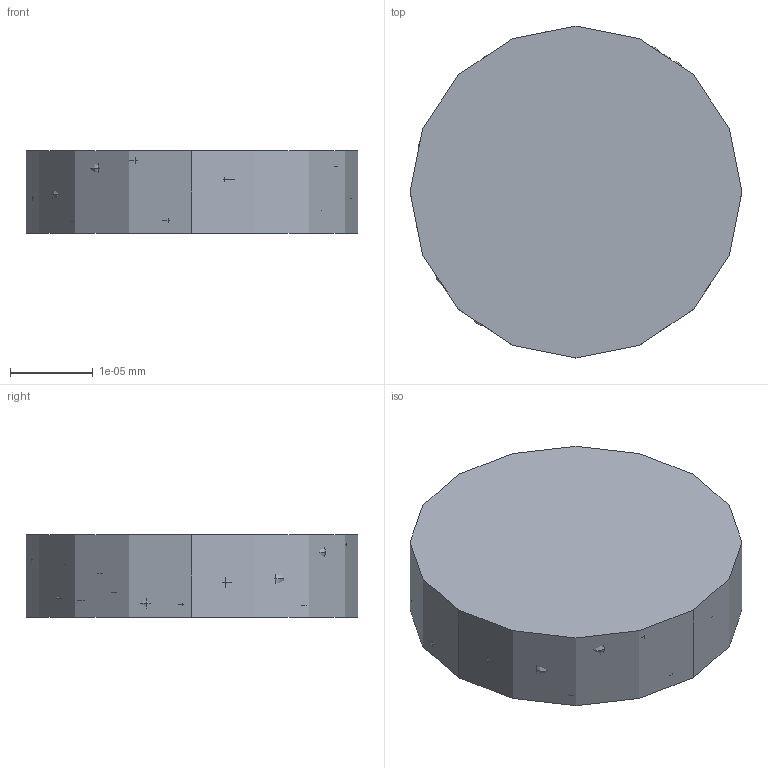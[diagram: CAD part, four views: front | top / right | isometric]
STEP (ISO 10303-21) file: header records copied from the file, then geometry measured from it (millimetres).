
FILE_DESCRIPTION( ( 'STEP AP203' ), '1' );
FILE_NAME( '19733no_intersect.step', ' ', ( ' ' ), ( ' ' ), 'PSStep 23.0.58', ' ', ' ' );
FILE_SCHEMA( ( 'CONFIG_CONTROL_DESIGN' ) );
Length unit declared in the file: micrometre
Products named in the file (1): 1
Bounding box: 0 x 0 x 0 mm (x, y, z)
Volume: 0 mm3; surface area: 0 mm2
Topology: 1 solids, 231 shells, 1862 faces, 4664 edges, 1408 vertices
Faces by surface type: sphere 1856, cylinder 4, plane 2
Entity records: 40704 total; most frequent: DIRECTION 9342, CARTESIAN_POINT 6083, ORIENTED_EDGE 5620, AXIS2_PLACEMENT_3D 4669, EDGE_CURVE 2810, CIRCLE 2806, ADVANCED_FACE 1862, FACE_OUTER_BOUND 1862
